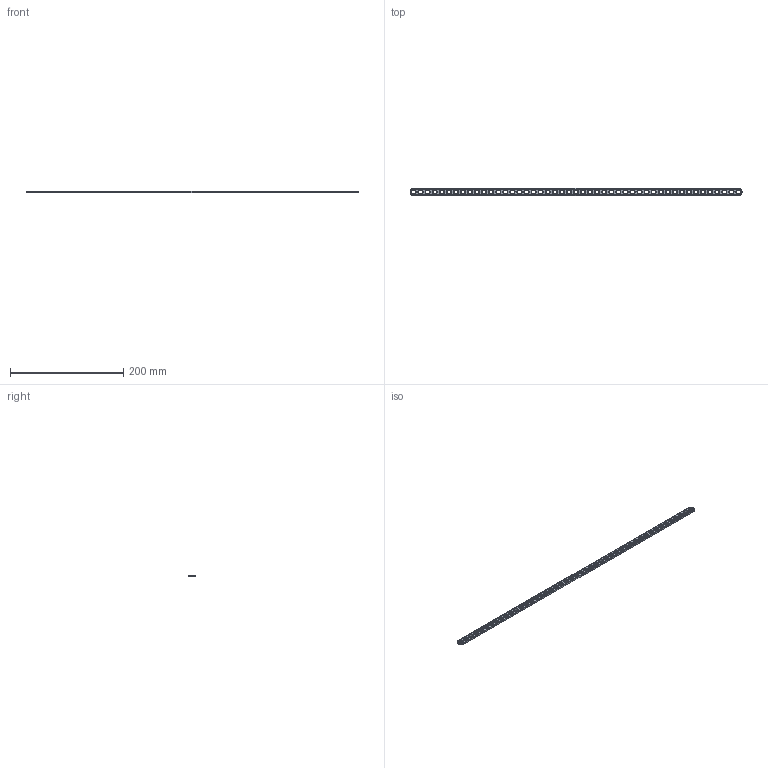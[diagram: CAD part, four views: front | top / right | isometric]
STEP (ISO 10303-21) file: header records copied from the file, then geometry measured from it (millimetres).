
FILE_DESCRIPTION(('FreeCAD Model'),'2;1');
FILE_NAME('Open CASCADE Shape Model','2023-08-25T21:37:41',(''),(''), 'Open CASCADE STEP processor 7.6','FreeCAD','Unknown');
FILE_SCHEMA(('AUTOMOTIVE_DESIGN { 1 0 10303 214 1 1 1 1 }'));
Length unit declared in the file: millimetre
Products named in the file (1): Brace STR STD ERR BU47x01x00.25 - SPN-BRC-0046 (stemfie.org)
Bounding box: 587.5 x 12.5 x 3.12 mm (x, y, z)
Volume: 16413.1 mm3; surface area: 17688 mm2
Topology: 1 solids, 1 shells, 764 faces, 1935 edges, 1256 vertices
Faces by surface type: plane 370, extrusion 198, cone 98, cylinder 98
Full cylindrical faces by diameter (mm): 7 x47, 9.2 x47
Entity records: 49752 total; most frequent: CARTESIAN_POINT 11791, DIRECTION 6347, VECTOR 4476, LINE 4278, ORIENTED_EDGE 3870, PCURVE 3870, DEFINITIONAL_REPRESENTATION 3870, EDGE_CURVE 1935
